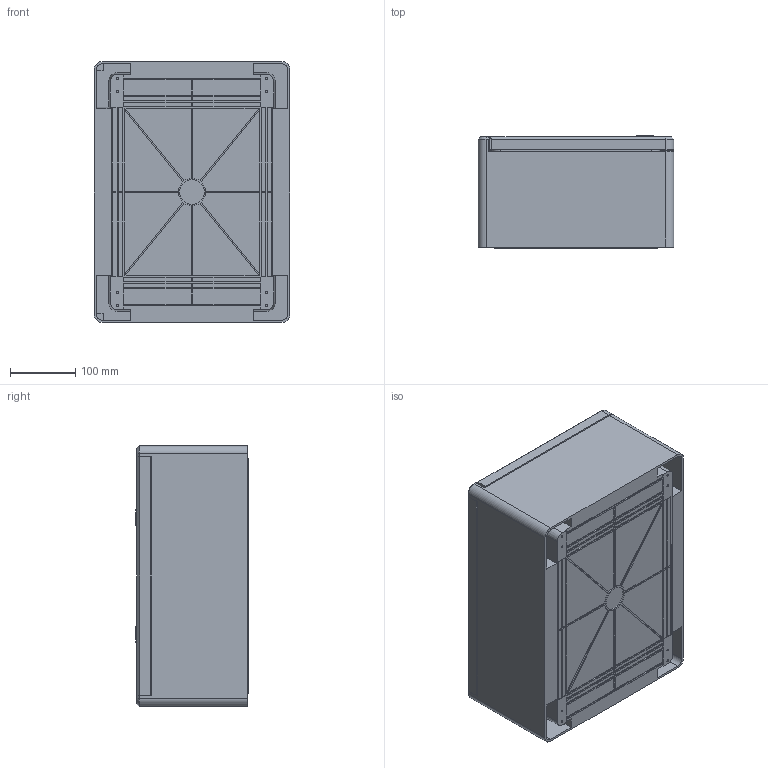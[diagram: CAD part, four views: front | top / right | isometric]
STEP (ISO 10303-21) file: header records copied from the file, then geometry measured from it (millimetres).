
FILE_DESCRIPTION (( 'STEP AP203' ), '1' );
FILE_NAME ('ﾙﾌﾏ-ﾏ (PB65MP003) - ﾑﾁﾎﾐﾊﾀ.STEP', '2021-05-21T06:24:43', ( '' ), ( '' ), 'SwSTEP 2.0', 'SolidWorks 2021', '' );
FILE_SCHEMA (( 'CONFIG_CONTROL_DESIGN' ));
Length unit declared in the file: millimetre
Products named in the file (4): ÙÌÏ-Ï (PBT65MP003) - Äâåðü_­¥¯à®§à ç­ ï ¤¢¥àì (PB65MP003); ﾙﾌﾏ-ﾏ (PB65MP003) - ﾑﾁﾎﾐﾊﾀ; ÙÌÏ-Ï (PBT65MP003) - Êîðïóñ; ÙÌÏ-Ï (PBT65MP003) - Ïëàòà ìîíòàæíàÿ
Assembly tree (3 placements, depth 2):
  ﾙﾌﾏ-ﾏ (PB65MP003) - ﾑﾁﾎﾐﾊﾀ
    ÙÌÏ-Ï (PBT65MP003) - Êîðïóñ
    ÙÌÏ-Ï (PBT65MP003) - Ïëàòà ìîíòàæíàÿ
    ÙÌÏ-Ï (PBT65MP003) - Äâåðü_­¥¯à®§à ç­ ï ¤¢¥àì (PB65MP003)
Bounding box: 300.1 x 172.6 x 400 mm (x, y, z)
Volume: 2119913.3 mm3; surface area: 1387809.2 mm2
Topology: 7 solids, 7 shells, 1505 faces, 3790 edges, 2490 vertices
Faces by surface type: plane 1137, cylinder 310, bspline 38, cone 10, sphere 6, torus 4
Entity records: 45356 total; most frequent: CARTESIAN_POINT 8459, ORIENTED_EDGE 7568, DIRECTION 7256, EDGE_CURVE 3784, VECTOR 3030, LINE 3030, VERTEX_POINT 2490, AXIS2_PLACEMENT_3D 2113
